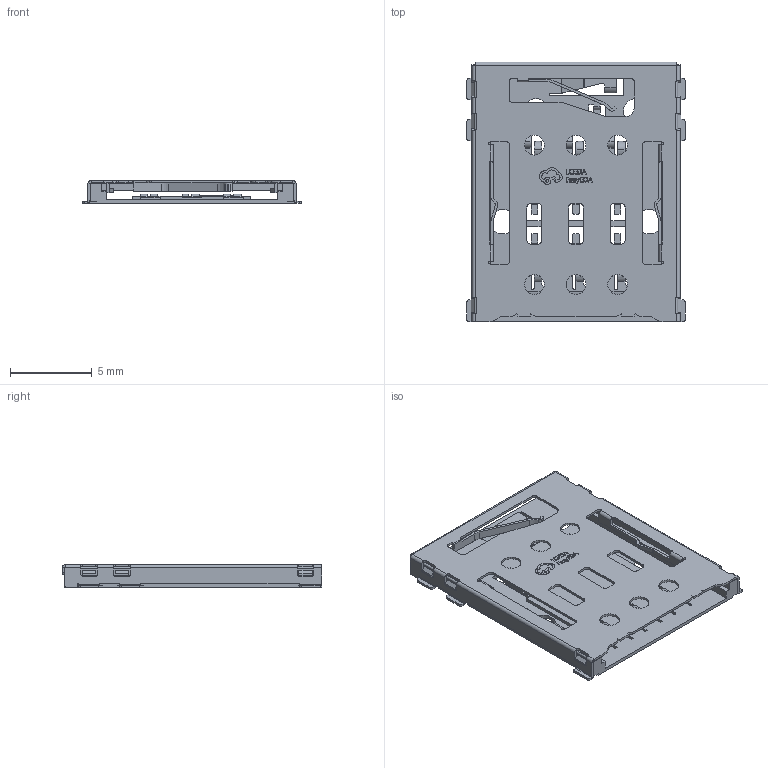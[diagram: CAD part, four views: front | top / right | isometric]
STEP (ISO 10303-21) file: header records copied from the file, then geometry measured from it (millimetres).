
FILE_DESCRIPTION (( 'STEP AP214' ), '1' );
FILE_NAME ('SIM-SMD_SMN-329-ARP7.step', '2022-07-12T15:32:15', ( '' ), ( '' ), 'SwSTEP 2.0', 'SolidWorks 2020', '' );
FILE_SCHEMA (( 'AUTOMOTIVE_DESIGN' ));
Length unit declared in the file: millimetre
Products named in the file (1): SIM-SMD_SMN-329-ARP7
Bounding box: 13.3 x 15.85 x 1.38 mm (x, y, z)
Volume: 95.8 mm3; surface area: 933.6 mm2
Topology: 15 solids, 15 shells, 1250 faces, 3376 edges, 2153 vertices
Faces by surface type: plane 775, cylinder 363, bspline 112
Entity records: 49551 total; most frequent: CARTESIAN_POINT 9802, ORIENTED_EDGE 6752, DIRECTION 6040, EDGE_CURVE 3376, VECTOR 2386, LINE 2386, VERTEX_POINT 2153, AXIS2_PLACEMENT_3D 1827
